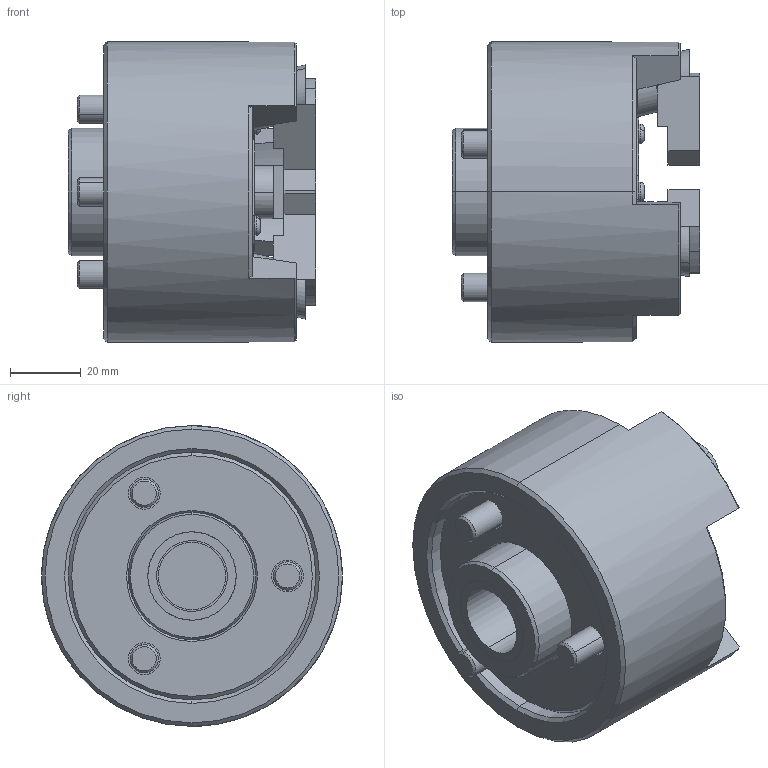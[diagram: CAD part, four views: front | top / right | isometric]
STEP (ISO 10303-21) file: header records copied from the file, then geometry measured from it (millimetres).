
FILE_DESCRIPTION (( 'STEP AP203' ), '1' );
FILE_NAME ('3U-203.STEP', '2016-02-22T07:38:35', ( 'temp' ), ( '' ), 'SwSTEP 2.0', 'SolidWorks 2015', '' );
FILE_SCHEMA (( 'CONFIG_CONTROL_DESIGN' ));
Length unit declared in the file: millimetre
Products named in the file (11): 3U-203 法蘭蓋; M8x40; 3U-203 連結螺帽; M3x6半圓頭; 3U-203 軟爪; 3U-203; 3U-203 防塵蓋; 3U-203 本體; 3U-203 主爪; 3U-203 中仁; M5x12
Assembly tree (20 placements, depth 2):
  3U-203
    3U-203 本體
    3U-203 主爪  x3
    3U-203 中仁
    3U-203 法蘭蓋
    3U-203 連結螺帽
    3U-203 軟爪  x3
    3U-203 防塵蓋
    M5x12  x3
    M8x40  x3
    M3x6半圓頭  x3
Bounding box: 70 x 85 x 85 mm (x, y, z)
Volume: 232663.4 mm3; surface area: 79676.1 mm2
Topology: 20 solids, 20 shells, 546 faces, 1301 edges, 799 vertices
Faces by surface type: plane 230, cylinder 189, cone 108, torus 19
Entity records: 10462 total; most frequent: CARTESIAN_POINT 1799, DIRECTION 1637, ORIENTED_EDGE 1438, EDGE_CURVE 719, AXIS2_PLACEMENT_3D 665, VERTEX_POINT 459, EDGE_LOOP 354, CIRCLE 342
